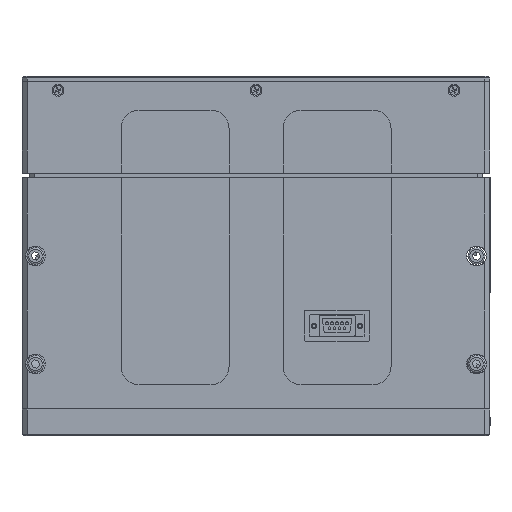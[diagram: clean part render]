
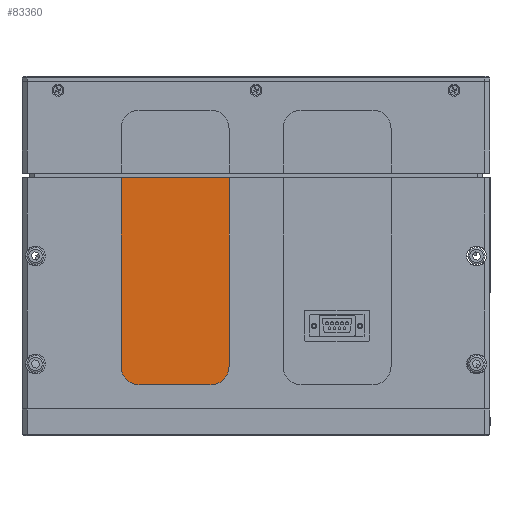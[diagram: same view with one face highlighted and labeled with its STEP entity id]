
A CAD part, front view. The second image highlights one B-rep face of the part: STEP entity #83360.
In plain terms, the highlighted planar face has unit normal (0, -1, 0).
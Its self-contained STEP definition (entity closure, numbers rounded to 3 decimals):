
#3215 = DIRECTION ( 'NONE',  ( 0., -1., 0. ) ) ;
#4712 = ORIENTED_EDGE ( 'NONE', *, *, #54490, .T. ) ;
#10106 = DIRECTION ( 'NONE',  ( 0., -1., 0. ) ) ;
#12132 = CARTESIAN_POINT ( 'NONE',  ( -75., -99., 143.5 ) ) ;
#13551 = VERTEX_POINT ( 'NONE', #79514 ) ;
#15631 = CARTESIAN_POINT ( 'NONE',  ( -75., -99., 28.5 ) ) ;
#16544 = CARTESIAN_POINT ( 'NONE',  ( -65., -99., 38.5 ) ) ;
#17132 = VERTEX_POINT ( 'NONE', #32218 ) ;
#18561 = ORIENTED_EDGE ( 'NONE', *, *, #57716, .T. ) ;
#20252 = DIRECTION ( 'NONE',  ( 1., 0., 0. ) ) ;
#22987 = DIRECTION ( 'NONE',  ( 1., 0., 0. ) ) ;
#24589 = CARTESIAN_POINT ( 'NONE',  ( -75., -99., 38.5 ) ) ;
#25134 = CARTESIAN_POINT ( 'NONE',  ( -75., -99., 143.5 ) ) ;
#27870 = AXIS2_PLACEMENT_3D ( 'NONE', #69642, #40829, #20252 ) ;
#28958 = CIRCLE ( 'NONE', #61788, 10. ) ;
#29344 = EDGE_LOOP ( 'NONE', ( #4712, #40395, #18561, #67534, #63067, #29962 ) ) ;
#29962 = ORIENTED_EDGE ( 'NONE', *, *, #49217, .T. ) ;
#30473 = CARTESIAN_POINT ( 'NONE',  ( -75., -99., 143.5 ) ) ;
#32218 = CARTESIAN_POINT ( 'NONE',  ( -25., -99., 28.5 ) ) ;
#33050 = VERTEX_POINT ( 'NONE', #25134 ) ;
#34742 = CIRCLE ( 'NONE', #27870, 10. ) ;
#40395 = ORIENTED_EDGE ( 'NONE', *, *, #86405, .T. ) ;
#40789 = LINE ( 'NONE', #15631, #81419 ) ;
#40829 = DIRECTION ( 'NONE',  ( 0., -1., 0. ) ) ;
#45010 = DIRECTION ( 'NONE',  ( 1., 0., 0. ) ) ;
#45820 = VERTEX_POINT ( 'NONE', #24589 ) ;
#46071 = DIRECTION ( 'NONE',  ( 1., 0., 0. ) ) ;
#46539 = FACE_OUTER_BOUND ( 'NONE', #29344, .T. ) ;
#49217 = EDGE_CURVE ( 'NONE', #45820, #73706, #28958, .T. ) ;
#50740 = LINE ( 'NONE', #30473, #83706 ) ;
#51933 = VECTOR ( 'NONE', #61124, 1000. ) ;
#52728 = EDGE_CURVE ( 'NONE', #13551, #33050, #67381, .T. ) ;
#54490 = EDGE_CURVE ( 'NONE', #73706, #17132, #40789, .T. ) ;
#56826 = VECTOR ( 'NONE', #68740, 1000. ) ;
#57479 = AXIS2_PLACEMENT_3D ( 'NONE', #58929, #3215, #46071 ) ;
#57716 = EDGE_CURVE ( 'NONE', #68090, #13551, #59002, .T. ) ;
#58929 = CARTESIAN_POINT ( 'NONE',  ( 0., -99., 99. ) ) ;
#59002 = LINE ( 'NONE', #90481, #56826 ) ;
#61124 = DIRECTION ( 'NONE',  ( -1., 0., 0. ) ) ;
#61788 = AXIS2_PLACEMENT_3D ( 'NONE', #16544, #10106, #45010 ) ;
#63067 = ORIENTED_EDGE ( 'NONE', *, *, #87663, .T. ) ;
#67381 = LINE ( 'NONE', #12132, #51933 ) ;
#67534 = ORIENTED_EDGE ( 'NONE', *, *, #52728, .T. ) ;
#68090 = VERTEX_POINT ( 'NONE', #75235 ) ;
#68740 = DIRECTION ( 'NONE',  ( 0., 0., 1. ) ) ;
#69057 = CARTESIAN_POINT ( 'NONE',  ( -65., -99., 28.5 ) ) ;
#69642 = CARTESIAN_POINT ( 'NONE',  ( -25., -99., 38.5 ) ) ;
#73706 = VERTEX_POINT ( 'NONE', #69057 ) ;
#75235 = CARTESIAN_POINT ( 'NONE',  ( -15., -99., 38.5 ) ) ;
#79514 = CARTESIAN_POINT ( 'NONE',  ( -15., -99., 143.5 ) ) ;
#79562 = DIRECTION ( 'NONE',  ( 0., 0., -1. ) ) ;
#80173 = PLANE ( 'NONE',  #57479 ) ;
#81419 = VECTOR ( 'NONE', #22987, 1000. ) ;
#83360 = ADVANCED_FACE ( 'NONE', ( #46539 ), #80173, .T. ) ;
#83706 = VECTOR ( 'NONE', #79562, 1000. ) ;
#86405 = EDGE_CURVE ( 'NONE', #17132, #68090, #34742, .T. ) ;
#87663 = EDGE_CURVE ( 'NONE', #33050, #45820, #50740, .T. ) ;
#90481 = CARTESIAN_POINT ( 'NONE',  ( -15., -99., 143.5 ) ) ;
